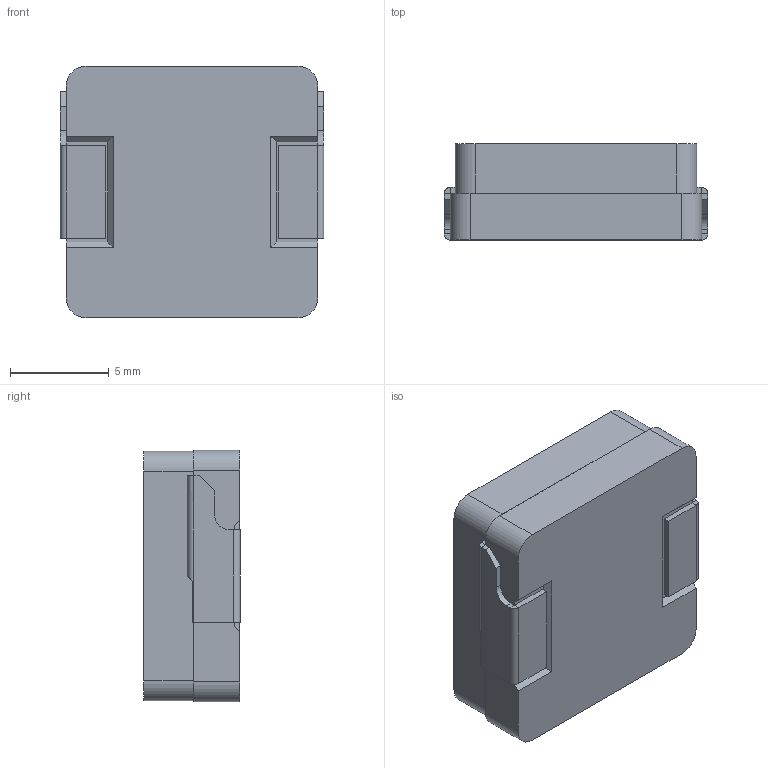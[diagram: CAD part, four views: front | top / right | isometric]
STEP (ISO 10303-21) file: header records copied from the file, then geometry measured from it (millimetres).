
FILE_DESCRIPTION(('STEP AP242'),'1');
FILE_NAME('ihlp5050ezer1r0m01.stp','2023-02-16T17:36:24',('TraceParts'),('TraceParts S.A.'),'Spatial InterOp 3D',' ',' ');
FILE_SCHEMA(('AP242_MANAGED_MODEL_BASED_3D_ENGINEERING_MIM_LF {1 0 10303 442 1 1 4}'));
Length unit declared in the file: millimetre
Products named in the file (1): ihlp5050ezer1r0m01
Bounding box: 13.37 x 4.89 x 12.76 mm (x, y, z)
Volume: 776.6 mm3; surface area: 577.5 mm2
Topology: 1 solids, 1 shells, 76 faces, 206 edges, 132 vertices
Faces by surface type: plane 58, cylinder 16, bspline 2
Entity records: 3043 total; most frequent: CARTESIAN_POINT 497, ORIENTED_EDGE 412, DIRECTION 378, EDGE_CURVE 206, LINE 164, VECTOR 164, VERTEX_POINT 132, AXIS2_PLACEMENT_3D 107
